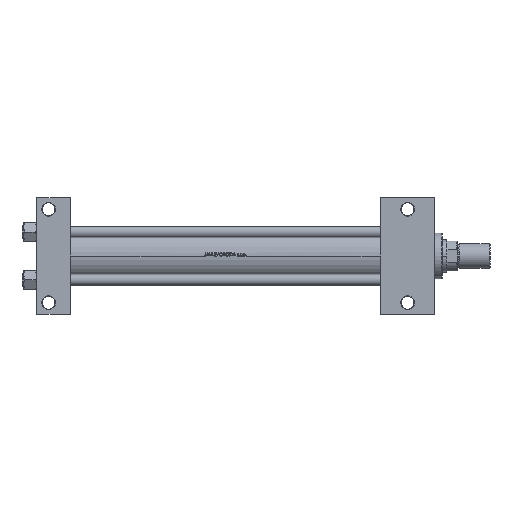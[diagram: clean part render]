
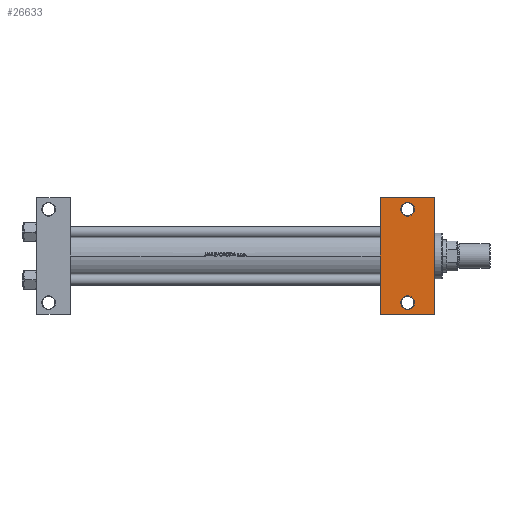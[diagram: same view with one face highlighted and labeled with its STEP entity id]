
A CAD part, front view. The second image highlights one B-rep face of the part: STEP entity #26633.
In plain terms, the highlighted face is planar.
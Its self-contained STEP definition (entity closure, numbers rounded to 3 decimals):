
#333 = EDGE_CURVE ( 'NONE', #24746, #3863, #17433, .T. ) ;
#791 = DIRECTION ( 'NONE',  ( 0., -1., 0. ) ) ;
#2034 = AXIS2_PLACEMENT_3D ( 'NONE', #12226, #27698, #15520 ) ;
#2726 = DIRECTION ( 'NONE',  ( 0., 0., 1. ) ) ;
#2756 = ORIENTED_EDGE ( 'NONE', *, *, #43103, .T. ) ;
#2905 = DIRECTION ( 'NONE',  ( 0., 0., 1. ) ) ;
#3408 = CARTESIAN_POINT ( 'NONE',  ( 412.5, -51., -37.5 ) ) ;
#3863 = VERTEX_POINT ( 'NONE', #40767 ) ;
#4531 = CARTESIAN_POINT ( 'NONE',  ( 375., -63.5, -37.5 ) ) ;
#5474 = ORIENTED_EDGE ( 'NONE', *, *, #22026, .T. ) ;
#6696 = VECTOR ( 'NONE', #791, 1000. ) ;
#6727 = ORIENTED_EDGE ( 'NONE', *, *, #20426, .T. ) ;
#8173 = FACE_BOUND ( 'NONE', #34817, .T. ) ;
#9084 = CARTESIAN_POINT ( 'NONE',  ( 375., 63.5, -37.5 ) ) ;
#10159 = AXIS2_PLACEMENT_3D ( 'NONE', #38655, #11038, #22704 ) ;
#11038 = DIRECTION ( 'NONE',  ( 0., 0., 1. ) ) ;
#11697 = VECTOR ( 'NONE', #40256, 1000. ) ;
#12226 = CARTESIAN_POINT ( 'NONE',  ( 434., 37.5, -37.5 ) ) ;
#12469 = CARTESIAN_POINT ( 'NONE',  ( 397.5, -51., -37.5 ) ) ;
#12477 = DIRECTION ( 'NONE',  ( -1., 0., 0. ) ) ;
#14121 = DIRECTION ( 'NONE',  ( -1., 0., 0. ) ) ;
#15520 = DIRECTION ( 'NONE',  ( -1., 0., 0. ) ) ;
#15769 = FACE_BOUND ( 'NONE', #30416, .T. ) ;
#16482 = CARTESIAN_POINT ( 'NONE',  ( 434., 37.5, -37.5 ) ) ;
#16880 = ORIENTED_EDGE ( 'NONE', *, *, #23078, .F. ) ;
#17360 = EDGE_CURVE ( 'NONE', #38407, #34461, #21062, .T. ) ;
#17433 = CIRCLE ( 'NONE', #10159, 7.5 ) ;
#17840 = LINE ( 'NONE', #44199, #21370 ) ;
#18106 = CARTESIAN_POINT ( 'NONE',  ( 405., -51., -37.5 ) ) ;
#18851 = AXIS2_PLACEMENT_3D ( 'NONE', #19625, #2726, #14121 ) ;
#19589 = CARTESIAN_POINT ( 'NONE',  ( 375., -63.5, -37.5 ) ) ;
#19625 = CARTESIAN_POINT ( 'NONE',  ( 405., -51., -37.5 ) ) ;
#20426 = EDGE_CURVE ( 'NONE', #21307, #25750, #43173, .T. ) ;
#20742 = CARTESIAN_POINT ( 'NONE',  ( 412.5, 51., -37.5 ) ) ;
#21062 = LINE ( 'NONE', #16482, #6696 ) ;
#21307 = VERTEX_POINT ( 'NONE', #3408 ) ;
#21370 = VECTOR ( 'NONE', #24980, 1000. ) ;
#22026 = EDGE_CURVE ( 'NONE', #29861, #38407, #43286, .T. ) ;
#22704 = DIRECTION ( 'NONE',  ( -1., 0., 0. ) ) ;
#23078 = EDGE_CURVE ( 'NONE', #29861, #40918, #17840, .T. ) ;
#23116 = ORIENTED_EDGE ( 'NONE', *, *, #17360, .T. ) ;
#23657 = FACE_OUTER_BOUND ( 'NONE', #43692, .T. ) ;
#24611 = ORIENTED_EDGE ( 'NONE', *, *, #26596, .T. ) ;
#24746 = VERTEX_POINT ( 'NONE', #20742 ) ;
#24980 = DIRECTION ( 'NONE',  ( 0., -1., 0. ) ) ;
#25750 = VERTEX_POINT ( 'NONE', #12469 ) ;
#26575 = EDGE_CURVE ( 'NONE', #3863, #24746, #36842, .T. ) ;
#26596 = EDGE_CURVE ( 'NONE', #34461, #40918, #43637, .T. ) ;
#26633 = ADVANCED_FACE ( 'NONE', ( #15769, #8173, #23657 ), #31502, .T. ) ;
#27698 = DIRECTION ( 'NONE',  ( 0., 0., -1. ) ) ;
#28211 = DIRECTION ( 'NONE',  ( 0., 0., 1. ) ) ;
#29861 = VERTEX_POINT ( 'NONE', #47798 ) ;
#30416 = EDGE_LOOP ( 'NONE', ( #39718, #38182 ) ) ;
#31502 = PLANE ( 'NONE',  #2034 ) ;
#33565 = DIRECTION ( 'NONE',  ( -1., 0., 0. ) ) ;
#34461 = VERTEX_POINT ( 'NONE', #46855 ) ;
#34802 = CARTESIAN_POINT ( 'NONE',  ( 405., 51., -37.5 ) ) ;
#34817 = EDGE_LOOP ( 'NONE', ( #2756, #6727 ) ) ;
#35936 = AXIS2_PLACEMENT_3D ( 'NONE', #18106, #2905, #33565 ) ;
#36842 = CIRCLE ( 'NONE', #42486, 7.5 ) ;
#37659 = VECTOR ( 'NONE', #46927, 1000. ) ;
#38182 = ORIENTED_EDGE ( 'NONE', *, *, #333, .T. ) ;
#38407 = VERTEX_POINT ( 'NONE', #47973 ) ;
#38655 = CARTESIAN_POINT ( 'NONE',  ( 405., 51., -37.5 ) ) ;
#39718 = ORIENTED_EDGE ( 'NONE', *, *, #26575, .T. ) ;
#40256 = DIRECTION ( 'NONE',  ( 1., 0., 0. ) ) ;
#40688 = CIRCLE ( 'NONE', #18851, 7.5 ) ;
#40767 = CARTESIAN_POINT ( 'NONE',  ( 397.5, 51., -37.5 ) ) ;
#40918 = VERTEX_POINT ( 'NONE', #4531 ) ;
#42486 = AXIS2_PLACEMENT_3D ( 'NONE', #34802, #28211, #12477 ) ;
#43103 = EDGE_CURVE ( 'NONE', #25750, #21307, #40688, .T. ) ;
#43173 = CIRCLE ( 'NONE', #35936, 7.5 ) ;
#43286 = LINE ( 'NONE', #9084, #11697 ) ;
#43637 = LINE ( 'NONE', #19589, #37659 ) ;
#43692 = EDGE_LOOP ( 'NONE', ( #16880, #5474, #23116, #24611 ) ) ;
#44199 = CARTESIAN_POINT ( 'NONE',  ( 375., 37.5, -37.5 ) ) ;
#46855 = CARTESIAN_POINT ( 'NONE',  ( 434., -63.5, -37.5 ) ) ;
#46927 = DIRECTION ( 'NONE',  ( -1., 0., 0. ) ) ;
#47798 = CARTESIAN_POINT ( 'NONE',  ( 375., 63.5, -37.5 ) ) ;
#47973 = CARTESIAN_POINT ( 'NONE',  ( 434., 63.5, -37.5 ) ) ;
